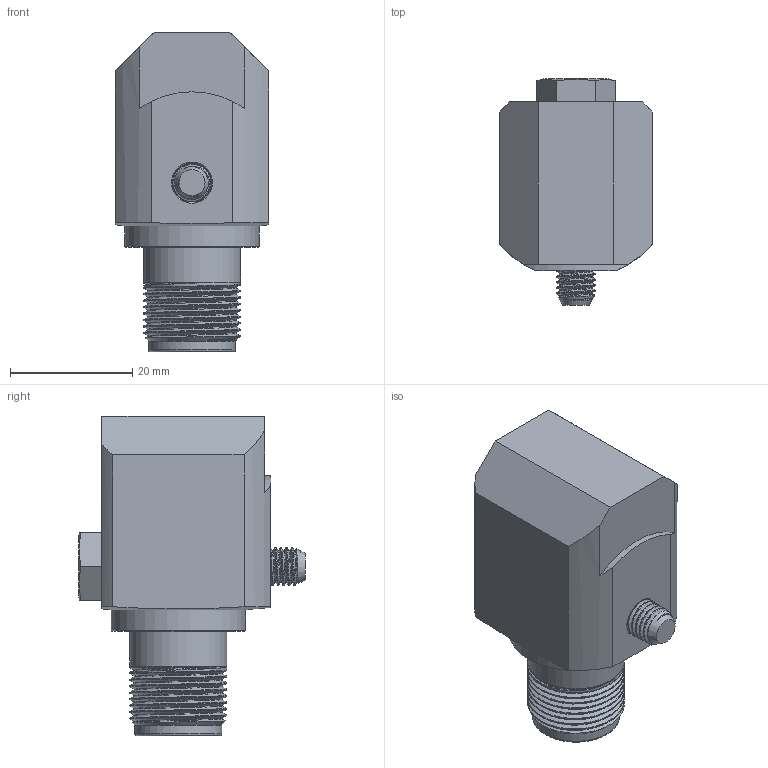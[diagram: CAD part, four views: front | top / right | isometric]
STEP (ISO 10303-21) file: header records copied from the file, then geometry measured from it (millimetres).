
FILE_DESCRIPTION(/* description */ (''),/* implementation_level */ '2;1');
FILE_NAME(/* name */ 'MASTER_NEGATIVE_SIDE-EXIT_3PIN.stp',/* time_stamp */ '2017-04-26T12:26:41-04:00',/* author */ ('aneininger'),/* organization */ (''),/* preprocessor_version */ 'ST-DEVELOPER v16.5',/* originating_system */ 'Autodesk Inventor 2017',/* authorisation */ '');
FILE_SCHEMA (('AUTOMOTIVE_DESIGN { 1 0 10303 214 3 1 1 }'));
Length unit declared in the file: inch
Products named in the file (3): MASTER_NEGATIVE_SIDE-EXIT_3PIN_STEP; MASTER_NEGATIVE_SIDE-EXIT_3PIN; ACP32018
Assembly tree (2 placements, depth 2):
  MASTER_NEGATIVE_SIDE-EXIT_3PIN_STEP
    MASTER_NEGATIVE_SIDE-EXIT_3PIN
    ACP32018
Bounding box: 25.15 x 37.16 x 52.4 mm (x, y, z)
Volume: 23345 mm3; surface area: 7854.2 mm2
Topology: 3 solids, 3 shells, 146 faces, 361 edges, 238 vertices
Faces by surface type: plane 65, bspline 48, cylinder 20, cone 10, torus 3
Full cylindrical faces by diameter (mm): 1.587 x3, 4.064 x3, 4.953 x1, 5.359 x1, 6.756 x1, 11.684 x1, 14.275 x1, 15.875 x1, 15.9 x1, 22.047 x1
Entity records: 12924 total; most frequent: CARTESIAN_POINT 9784, ORIENTED_EDGE 632, DIRECTION 455, EDGE_CURVE 314, VERTEX_POINT 219, EDGE_LOOP 189, AXIS2_PLACEMENT_3D 152, LINE 151
